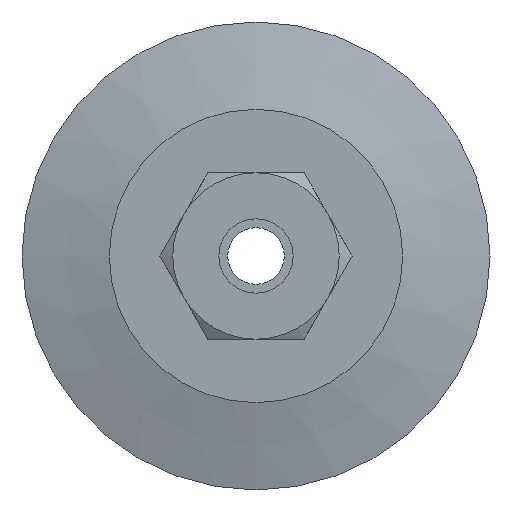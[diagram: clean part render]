
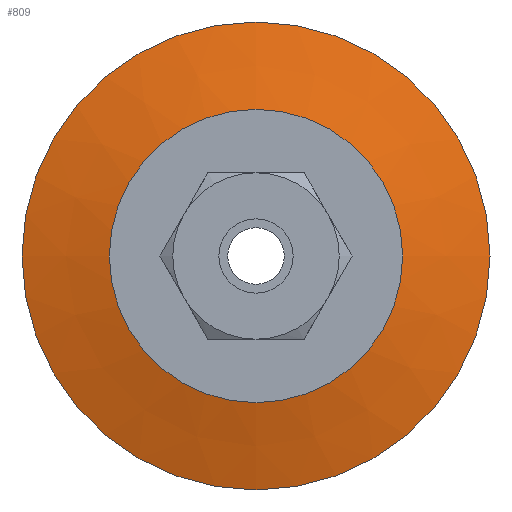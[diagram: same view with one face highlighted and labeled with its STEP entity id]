
A CAD part, front view. The second image highlights one B-rep face of the part: STEP entity #809.
In plain terms, the highlighted conical face has half-angle 75 degrees and reference radius 16.268 mm.
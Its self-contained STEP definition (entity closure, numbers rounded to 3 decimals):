
#107=CONICAL_SURFACE('',#945,16.268,1.309);
#135=FACE_OUTER_BOUND('',#193,.T.);
#193=EDGE_LOOP('',(#563,#564,#565,#566,#567,#568));
#261=LINE('',#1321,#285);
#285=VECTOR('',#1076,16.268);
#309=CIRCLE('',#941,20.);
#310=CIRCLE('',#942,20.);
#313=CIRCLE('',#946,12.536);
#314=CIRCLE('',#947,12.536);
#359=VERTEX_POINT('',#1307);
#360=VERTEX_POINT('',#1308);
#363=VERTEX_POINT('',#1317);
#364=VERTEX_POINT('',#1318);
#434=EDGE_CURVE('',#359,#360,#309,.T.);
#435=EDGE_CURVE('',#360,#359,#310,.T.);
#439=EDGE_CURVE('',#363,#364,#313,.T.);
#440=EDGE_CURVE('',#364,#363,#314,.T.);
#441=EDGE_CURVE('',#364,#360,#261,.T.);
#563=ORIENTED_EDGE('',*,*,#439,.F.);
#564=ORIENTED_EDGE('',*,*,#440,.F.);
#565=ORIENTED_EDGE('',*,*,#441,.T.);
#566=ORIENTED_EDGE('',*,*,#435,.T.);
#567=ORIENTED_EDGE('',*,*,#434,.T.);
#568=ORIENTED_EDGE('',*,*,#441,.F.);
#809=ADVANCED_FACE('',(#135),#107,.T.);
#941=AXIS2_PLACEMENT_3D('',#1309,#1061,#1062);
#942=AXIS2_PLACEMENT_3D('',#1310,#1063,#1064);
#945=AXIS2_PLACEMENT_3D('',#1316,#1070,#1071);
#946=AXIS2_PLACEMENT_3D('',#1319,#1072,#1073);
#947=AXIS2_PLACEMENT_3D('',#1320,#1074,#1075);
#1061=DIRECTION('center_axis',(0.,1.,0.));
#1062=DIRECTION('ref_axis',(1.,0.,0.));
#1063=DIRECTION('center_axis',(0.,1.,0.));
#1064=DIRECTION('ref_axis',(1.,0.,0.));
#1070=DIRECTION('center_axis',(0.,-1.,0.));
#1071=DIRECTION('ref_axis',(-1.,0.,0.));
#1072=DIRECTION('center_axis',(0.,1.,0.));
#1073=DIRECTION('ref_axis',(1.,0.,0.));
#1074=DIRECTION('center_axis',(0.,1.,0.));
#1075=DIRECTION('ref_axis',(1.,0.,0.));
#1076=DIRECTION('',(0.966,-0.259,0.));
#1307=CARTESIAN_POINT('',(-20.,3.,0.));
#1308=CARTESIAN_POINT('',(20.,3.,0.));
#1309=CARTESIAN_POINT('Origin',(0.,3.,0.));
#1310=CARTESIAN_POINT('Origin',(0.,3.,0.));
#1316=CARTESIAN_POINT('Origin',(0.,4.,0.));
#1317=CARTESIAN_POINT('',(-12.536,5.,0.));
#1318=CARTESIAN_POINT('',(12.536,5.,0.));
#1319=CARTESIAN_POINT('Origin',(0.,5.,0.));
#1320=CARTESIAN_POINT('Origin',(0.,5.,0.));
#1321=CARTESIAN_POINT('',(16.268,4.,0.));
